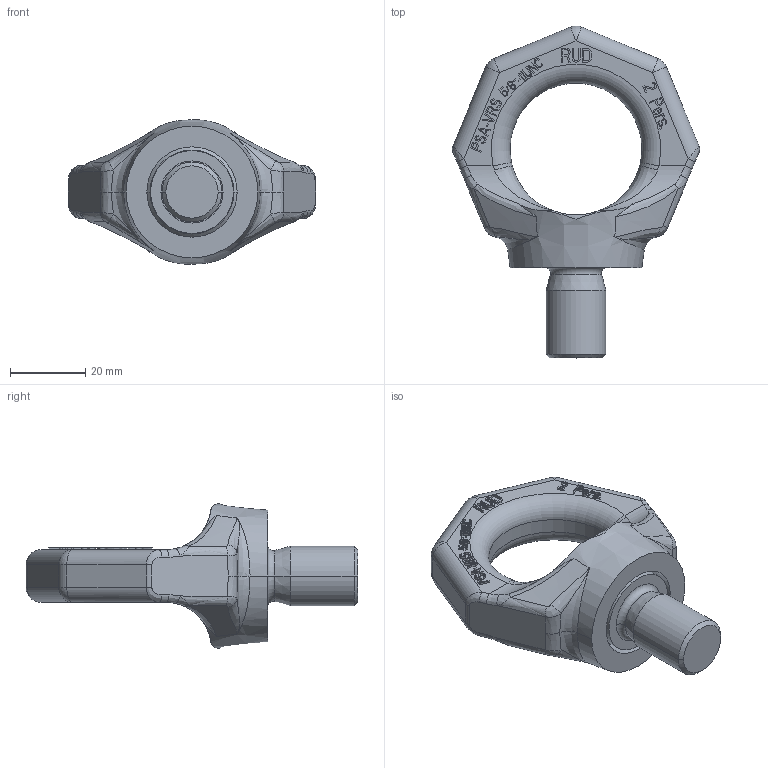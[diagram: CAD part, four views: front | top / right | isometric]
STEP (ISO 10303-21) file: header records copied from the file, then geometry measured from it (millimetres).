
FILE_DESCRIPTION((''),'2;1');
FILE_NAME('001-M33369-P83_ASM','2009-06-16T',('jakubetz'),('RAND'),'PRO/ENGINEER BY PARAMETRIC TECHNOLOGY CORPORATION, 2005030','PRO/ENGINEER BY PARAMETRIC TECHNOLOGY CORPORATION, 2005030','');
FILE_SCHEMA(('CONFIG_CONTROL_DESIGN'));
Length unit declared in the file: millimetre
Products named in the file (3): 001-M33369-P81; 001-M33369-P82; 001-M33369-P83_ASM
Assembly tree (2 placements, depth 2):
  001-M33369-P83_ASM
    001-M33369-P81
    001-M33369-P82
Bounding box: 65.68 x 88.17 x 38.35 mm (x, y, z)
Volume: 41279.9 mm3; surface area: 13790.2 mm2
Topology: 2 solids, 2 shells, 792 faces, 2185 edges, 1424 vertices
Faces by surface type: plane 680, bspline 48, cylinder 38, cone 12, torus 8, sphere 6
Entity records: 28020 total; most frequent: CARTESIAN_POINT 8152, ORIENTED_EDGE 4354, DIRECTION 3647, EDGE_CURVE 2177, VECTOR 1957, LINE 1957, VERTEX_POINT 1424, AXIS2_PLACEMENT_3D 845
